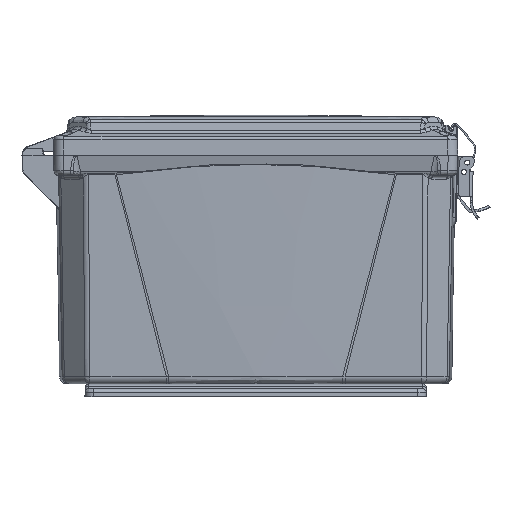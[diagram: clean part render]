
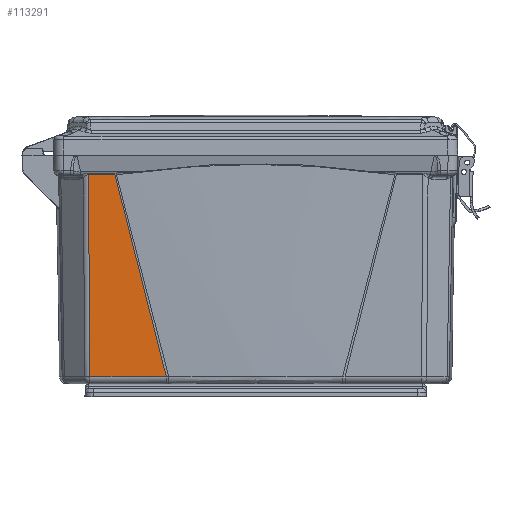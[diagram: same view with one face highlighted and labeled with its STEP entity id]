
A CAD part, front view. The second image highlights one B-rep face of the part: STEP entity #113291.
In plain terms, the highlighted face is planar.
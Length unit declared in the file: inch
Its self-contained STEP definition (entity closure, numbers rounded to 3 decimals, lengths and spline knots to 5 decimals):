
#178 = CARTESIAN_POINT ( 'NONE',  ( -5.77332, -6.04423, 2.3301 ) ) ;
#8112 = EDGE_CURVE ( 'NONE', #53203, #14836, #131499, .T. ) ;
#9662 = CARTESIAN_POINT ( 'NONE',  ( -0.50592, -6.13617, 3.67049 ) ) ;
#14836 = VERTEX_POINT ( 'NONE', #118687 ) ;
#14840 = AXIS2_PLACEMENT_3D ( 'NONE', #60905, #129438, #23094 ) ;
#22028 = LINE ( 'NONE', #106334, #43841 ) ;
#22276 = ORIENTED_EDGE ( 'NONE', *, *, #8112, .T. ) ;
#23094 = DIRECTION ( 'NONE',  ( 1., -0.017, 0. ) ) ;
#28090 = EDGE_CURVE ( 'NONE', #30100, #128219, #96960, .T. ) ;
#29753 = VECTOR ( 'NONE', #75181, 39.37008 ) ;
#30100 = VERTEX_POINT ( 'NONE', #99607 ) ;
#32589 = CARTESIAN_POINT ( 'NONE',  ( -4.40979, -6.06803, 2.67531 ) ) ;
#40392 = VECTOR ( 'NONE', #133965, 39.37008 ) ;
#43841 = VECTOR ( 'NONE', #90848, 39.37008 ) ;
#53203 = VERTEX_POINT ( 'NONE', #152788 ) ;
#59222 = CARTESIAN_POINT ( 'NONE',  ( -0.50592, -6.13617, 4.35952 ) ) ;
#59345 = FACE_OUTER_BOUND ( 'NONE', #129746, .T. ) ;
#60905 = CARTESIAN_POINT ( 'NONE',  ( 0., -6.145, 5.68956 ) ) ;
#75181 = DIRECTION ( 'NONE',  ( 0., 0., 1. ) ) ;
#76800 = ORIENTED_EDGE ( 'NONE', *, *, #101020, .F. ) ;
#78964 = ORIENTED_EDGE ( 'NONE', *, *, #126904, .T. ) ;
#83547 = ORIENTED_EDGE ( 'NONE', *, *, #28090, .T. ) ;
#85406 = LINE ( 'NONE', #133408, #29753 ) ;
#90848 = DIRECTION ( 'NONE',  ( 0., 0., 1. ) ) ;
#93979 = CARTESIAN_POINT ( 'NONE',  ( -2.65399, -6.09867, 3.12211 ) ) ;
#93992 = PLANE ( 'NONE',  #14840 ) ;
#96960 = LINE ( 'NONE', #59222, #40392 ) ;
#99607 = CARTESIAN_POINT ( 'NONE',  ( -0.50592, -6.13617, 4.35952 ) ) ;
#101020 = EDGE_CURVE ( 'NONE', #53203, #128219, #22028, .T. ) ;
#106334 = CARTESIAN_POINT ( 'NONE',  ( -5.77332, -6.04423, 16.31901 ) ) ;
#113291 = ADVANCED_FACE ( 'NONE', ( #59345 ), #93992, .T. ) ;
#116469 = CARTESIAN_POINT ( 'NONE',  ( -5.77332, -6.04423, 4.32143 ) ) ;
#118687 = CARTESIAN_POINT ( 'NONE',  ( -0.50592, -6.13617, 3.67049 ) ) ;
#126904 = EDGE_CURVE ( 'NONE', #14836, #30100, #85406, .T. ) ;
#128219 = VERTEX_POINT ( 'NONE', #116469 ) ;
#129438 = DIRECTION ( 'NONE',  ( -0.017, -1., 0. ) ) ;
#129746 = EDGE_LOOP ( 'NONE', ( #22276, #78964, #83547, #76800 ) ) ;
#131499 = B_SPLINE_CURVE_WITH_KNOTS ( 'NONE', 3,
 ( #178, #32589, #93979, #9662 ),
 .UNSPECIFIED., .F., .F.,
 ( 4, 4 ),
 ( 0., 1. ),
 .UNSPECIFIED. ) ;
#133408 = CARTESIAN_POINT ( 'NONE',  ( -0.50592, -6.13617, 5.68956 ) ) ;
#133965 = DIRECTION ( 'NONE',  ( -1., 0.017, -0.007 ) ) ;
#152788 = CARTESIAN_POINT ( 'NONE',  ( -5.77332, -6.04423, 2.3301 ) ) ;
